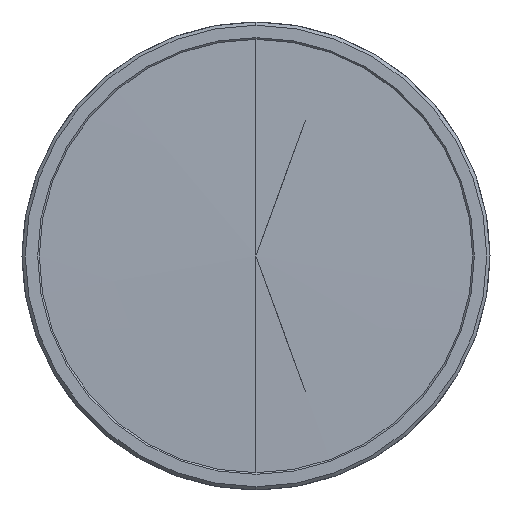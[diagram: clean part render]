
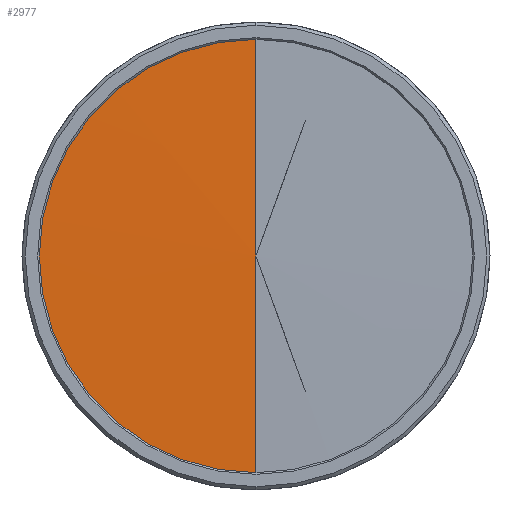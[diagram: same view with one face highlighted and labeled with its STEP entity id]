
A CAD part, left-side view. The second image highlights one B-rep face of the part: STEP entity #2977.
In plain terms, the highlighted conical face has half-angle 89.167 degrees and reference radius 68.792 mm.
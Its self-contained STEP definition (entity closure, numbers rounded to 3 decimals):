
#164 = AXIS2_PLACEMENT_3D ( 'NONE', #1109, #3055, #3099 ) ;
#298 = LINE ( 'NONE', #2090, #4151 ) ;
#457 = EDGE_CURVE ( 'NONE', #4446, #3118, #622, .T. ) ;
#622 = CIRCLE ( 'NONE', #1928, 65.75 ) ;
#833 = EDGE_CURVE ( 'NONE', #3118, #2477, #3616, .T. ) ;
#848 = DIRECTION ( 'NONE',  ( 1., 0., 0. ) ) ;
#931 = CONICAL_SURFACE ( 'NONE', #164, 68.792, 1.556 ) ;
#965 = CARTESIAN_POINT ( 'NONE',  ( 0., 0., 0. ) ) ;
#1109 = CARTESIAN_POINT ( 'NONE',  ( 1., 0., 0. ) ) ;
#1340 = CARTESIAN_POINT ( 'NONE',  ( 0.956, 0., 0. ) ) ;
#1543 = CARTESIAN_POINT ( 'NONE',  ( 0.956, 0., 0. ) ) ;
#1926 = VECTOR ( 'NONE', #6410, 1000. ) ;
#1928 = AXIS2_PLACEMENT_3D ( 'NONE', #1543, #3084, #4062 ) ;
#2016 = ORIENTED_EDGE ( 'NONE', *, *, #5166, .T. ) ;
#2090 = CARTESIAN_POINT ( 'NONE',  ( 1., 0., -68.792 ) ) ;
#2331 = CARTESIAN_POINT ( 'NONE',  ( 0.956, 0., -65.75 ) ) ;
#2391 = VERTEX_POINT ( 'NONE', #965 ) ;
#2477 = VERTEX_POINT ( 'NONE', #6442 ) ;
#2977 = ADVANCED_FACE ( 'NONE', ( #3774 ), #931, .T. ) ;
#3019 = DIRECTION ( 'NONE',  ( 0.015, 0., -1. ) ) ;
#3055 = DIRECTION ( 'NONE',  ( 1., 0., 0. ) ) ;
#3084 = DIRECTION ( 'NONE',  ( 1., 0., 0. ) ) ;
#3099 = DIRECTION ( 'NONE',  ( 0., 0., -1. ) ) ;
#3118 = VERTEX_POINT ( 'NONE', #6127 ) ;
#3250 = LINE ( 'NONE', #4481, #1926 ) ;
#3471 = EDGE_CURVE ( 'NONE', #2391, #4446, #298, .T. ) ;
#3616 = CIRCLE ( 'NONE', #4620, 65.75 ) ;
#3766 = ORIENTED_EDGE ( 'NONE', *, *, #457, .F. ) ;
#3774 = FACE_OUTER_BOUND ( 'NONE', #5013, .T. ) ;
#4062 = DIRECTION ( 'NONE',  ( 0., 0., -1. ) ) ;
#4142 = ORIENTED_EDGE ( 'NONE', *, *, #833, .F. ) ;
#4151 = VECTOR ( 'NONE', #3019, 1000. ) ;
#4446 = VERTEX_POINT ( 'NONE', #2331 ) ;
#4481 = CARTESIAN_POINT ( 'NONE',  ( 1., 0., 68.792 ) ) ;
#4620 = AXIS2_PLACEMENT_3D ( 'NONE', #1340, #848, #5896 ) ;
#4704 = ORIENTED_EDGE ( 'NONE', *, *, #3471, .F. ) ;
#5013 = EDGE_LOOP ( 'NONE', ( #4704, #2016, #4142, #3766 ) ) ;
#5166 = EDGE_CURVE ( 'NONE', #2391, #2477, #3250, .T. ) ;
#5896 = DIRECTION ( 'NONE',  ( 0., 0., -1. ) ) ;
#6127 = CARTESIAN_POINT ( 'NONE',  ( 0.956, 65.75, 0. ) ) ;
#6410 = DIRECTION ( 'NONE',  ( 0.015, 0., 1. ) ) ;
#6442 = CARTESIAN_POINT ( 'NONE',  ( 0.956, 0., 65.75 ) ) ;
